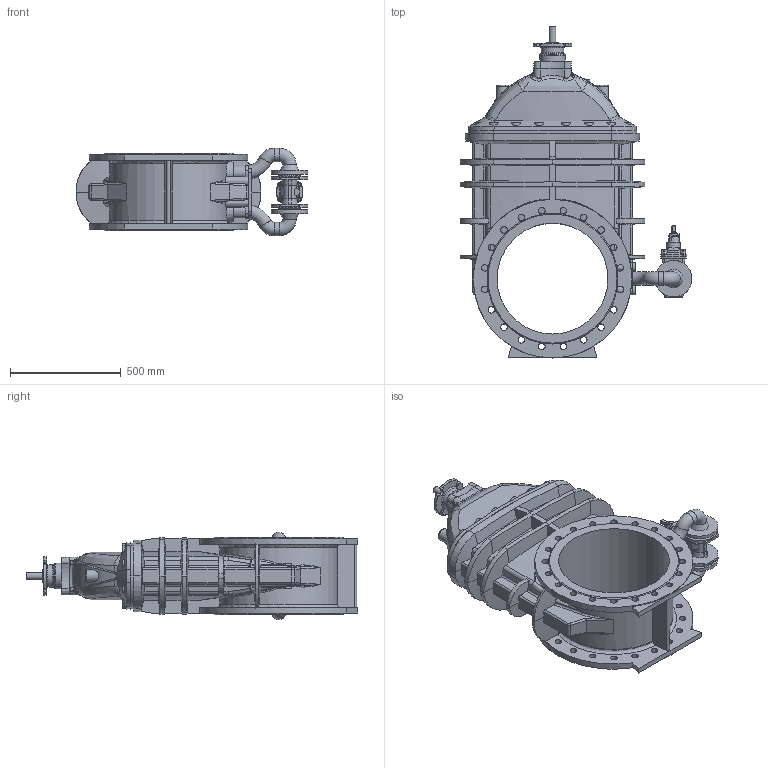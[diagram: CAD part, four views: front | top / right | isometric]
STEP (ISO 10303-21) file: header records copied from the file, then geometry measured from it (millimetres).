
FILE_DESCRIPTION (( 'STEP AP203' ), '1' );
FILE_NAME ('O_06_30_DN500_00XXX11_AA1_step.step', '2016-05-18T09:52:33', ( 'Windows User' ), ( 'AVK' ), 'SwSTEP 2.0', 'SolidWorks 2012', '' );
FILE_SCHEMA (( 'CONFIG_CONTROL_DESIGN' ));
Length unit declared in the file: millimetre
Products named in the file (1): O_06_30_DN500_00XXX11_AA1_step
Bounding box: 1045.7 x 1497.5 x 394.3 mm (x, y, z)
Volume: 132430592.3 mm3; surface area: 4636794.8 mm2
Topology: 1 solids, 1 shells, 1027 faces, 2773 edges, 1746 vertices
Faces by surface type: cylinder 346, plane 277, bspline 212, cone 130, torus 50, sphere 12
Full cylindrical faces by diameter (mm): 22 x1, 29.5 x40, 30 x1, 35.7 x1, 55 x3, 60.3 x4, 62 x1, 98 x2, 100.5 x1, 115 x1, 165 x4, 500 x1
Entity records: 45128 total; most frequent: CARTESIAN_POINT 22700, ORIENTED_EDGE 5216, DIRECTION 3803, EDGE_CURVE 2608, VERTEX_POINT 1685, AXIS2_PLACEMENT_3D 1498, EDGE_LOOP 1239, FACE_OUTER_BOUND 1100
